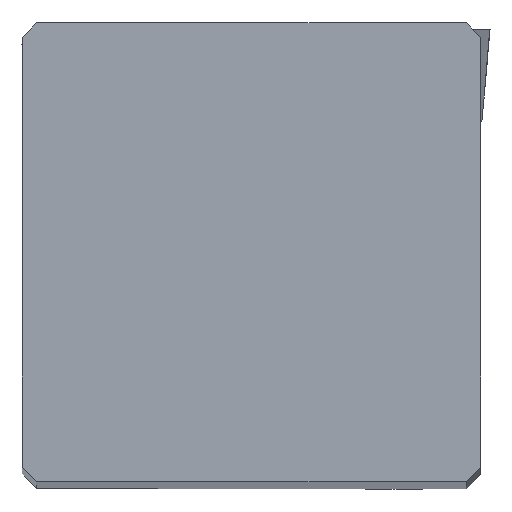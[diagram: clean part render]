
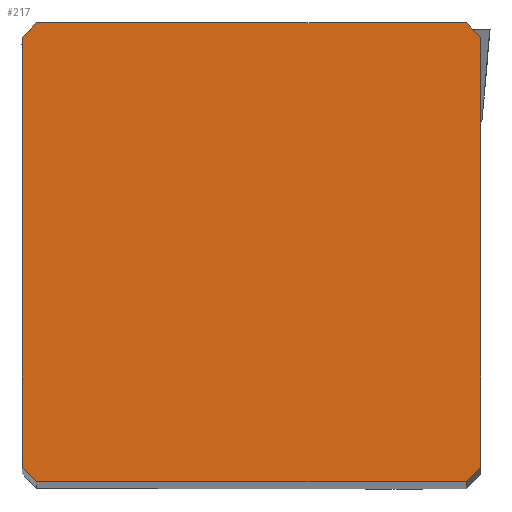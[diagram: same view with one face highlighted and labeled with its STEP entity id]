
A CAD part, top view. The second image highlights one B-rep face of the part: STEP entity #217.
In plain terms, the highlighted planar face has unit normal (0, 0, 1).
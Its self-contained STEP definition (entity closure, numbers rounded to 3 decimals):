
#138=FACE_OUTER_BOUND('',#345,.T.);
#217=ADVANCED_FACE('',(#138),#282,.T.);
#282=PLANE('',#1704);
#345=EDGE_LOOP('',(#572,#573,#574,#575,#576,#577,#578,#579));
#572=ORIENTED_EDGE('',*,*,#1069,.T.);
#573=ORIENTED_EDGE('',*,*,#1070,.F.);
#574=ORIENTED_EDGE('',*,*,#1007,.F.);
#575=ORIENTED_EDGE('',*,*,#1068,.F.);
#576=ORIENTED_EDGE('',*,*,#1066,.T.);
#577=ORIENTED_EDGE('',*,*,#1071,.F.);
#578=ORIENTED_EDGE('',*,*,#1072,.F.);
#579=ORIENTED_EDGE('',*,*,#1073,.F.);
#852=VERTEX_POINT('',#2379);
#853=VERTEX_POINT('',#2381);
#898=VERTEX_POINT('',#2588);
#899=VERTEX_POINT('',#2590);
#900=VERTEX_POINT('',#2596);
#901=VERTEX_POINT('',#2597);
#902=VERTEX_POINT('',#2600);
#903=VERTEX_POINT('',#2602);
#1007=EDGE_CURVE('',#852,#853,#1349,.T.);
#1066=EDGE_CURVE('',#899,#898,#1386,.T.);
#1068=EDGE_CURVE('',#899,#852,#1388,.T.);
#1069=EDGE_CURVE('',#900,#901,#1389,.T.);
#1070=EDGE_CURVE('',#853,#901,#1390,.T.);
#1071=EDGE_CURVE('',#902,#898,#1391,.T.);
#1072=EDGE_CURVE('',#903,#902,#1392,.T.);
#1073=EDGE_CURVE('',#900,#903,#1393,.T.);
#1349=LINE('',#2380,#1469);
#1386=LINE('',#2589,#1506);
#1388=LINE('',#2593,#1508);
#1389=LINE('',#2595,#1509);
#1390=LINE('',#2598,#1510);
#1391=LINE('',#2599,#1511);
#1392=LINE('',#2601,#1512);
#1393=LINE('',#2603,#1513);
#1469=VECTOR('',#1927,1.);
#1506=VECTOR('',#2024,1.);
#1508=VECTOR('',#2028,1.);
#1509=VECTOR('',#2031,1.);
#1510=VECTOR('',#2032,1.);
#1511=VECTOR('',#2033,1.);
#1512=VECTOR('',#2034,1.);
#1513=VECTOR('',#2035,1.);
#1704=AXIS2_PLACEMENT_3D('',#2604,#2036,#2037);
#1927=DIRECTION('',(-1.,0.,0.));
#2024=DIRECTION('',(0.,1.,0.));
#2028=DIRECTION('',(-0.707,-0.707,0.));
#2031=DIRECTION('',(0.,-1.,0.));
#2032=DIRECTION('',(-0.707,0.707,0.));
#2033=DIRECTION('',(0.707,-0.707,0.));
#2034=DIRECTION('',(1.,0.,0.));
#2035=DIRECTION('',(0.707,0.707,0.));
#2036=DIRECTION('',(0.,0.,1.));
#2037=DIRECTION('',(-1.,0.,0.));
#2379=CARTESIAN_POINT('',(15.375,0.,0.));
#2380=CARTESIAN_POINT('',(15.375,0.,0.));
#2381=CARTESIAN_POINT('',(0.5,0.,0.));
#2588=CARTESIAN_POINT('',(15.875,15.375,0.));
#2589=CARTESIAN_POINT('',(15.875,0.5,0.));
#2590=CARTESIAN_POINT('',(15.875,0.5,0.));
#2593=CARTESIAN_POINT('',(15.875,0.5,0.));
#2595=CARTESIAN_POINT('',(0.,15.375,0.));
#2596=CARTESIAN_POINT('',(0.,15.375,0.));
#2597=CARTESIAN_POINT('',(0.,0.5,0.));
#2598=CARTESIAN_POINT('',(0.5,0.,0.));
#2599=CARTESIAN_POINT('',(15.375,15.875,0.));
#2600=CARTESIAN_POINT('',(15.375,15.875,0.));
#2601=CARTESIAN_POINT('',(0.5,15.875,0.));
#2602=CARTESIAN_POINT('',(0.5,15.875,0.));
#2603=CARTESIAN_POINT('',(0.,15.375,0.));
#2604=CARTESIAN_POINT('',(7.938,7.938,0.));
